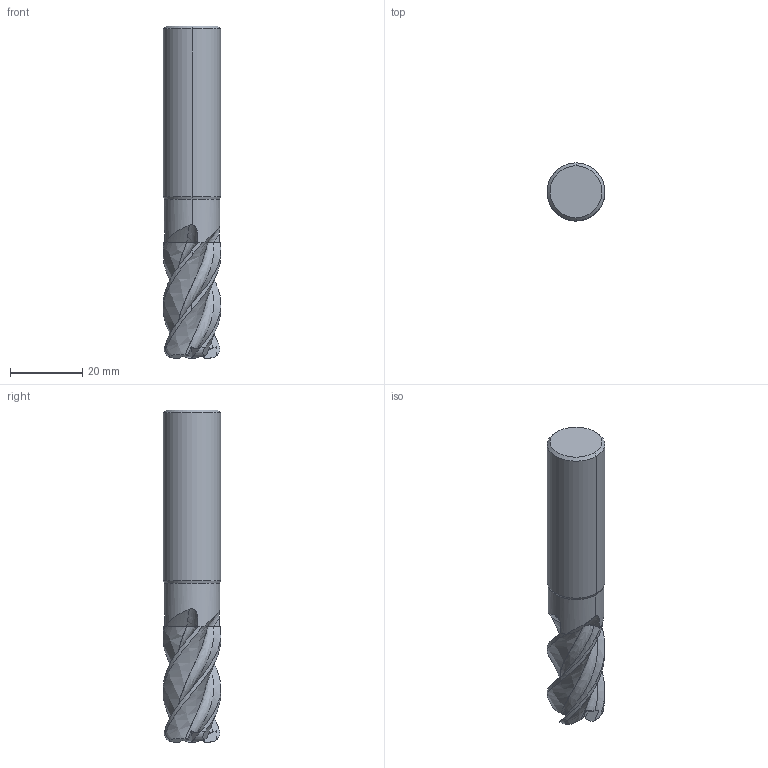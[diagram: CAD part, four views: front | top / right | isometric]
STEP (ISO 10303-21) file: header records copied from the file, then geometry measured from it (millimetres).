
FILE_DESCRIPTION(('no description'),'unknown implementation level');
FILE_NAME('K202423-16_3-Detail.stp',' ',('CIMSOURCE GmbH'),('CADClick - KiM GmbH - www.kimweb.de'),'unknown preprocess','ACIS','unknown authorization');
FILE_SCHEMA(('automotive_design'));
Length unit declared in the file: millimetre
Products named in the file (2): NOCUT; CUT
Bounding box: 16 x 16 x 92 mm (x, y, z)
Volume: 15124.3 mm3; surface area: 6691.9 mm2
Topology: 2 solids, 2 shells, 126 faces, 362 edges, 238 vertices
Faces by surface type: plane 50, bspline 32, cone 16, revolution 12, cylinder 10, torus 6
Entity records: 20728 total; most frequent: CARTESIAN_POINT 13701, STYLED_ITEM 728, PRESENTATION_STYLE_ASSIGNMENT 728, COLOUR_RGB 728, ORIENTED_EDGE 724, DIRECTION 486, EDGE_CURVE 362, CURVE_STYLE 362
